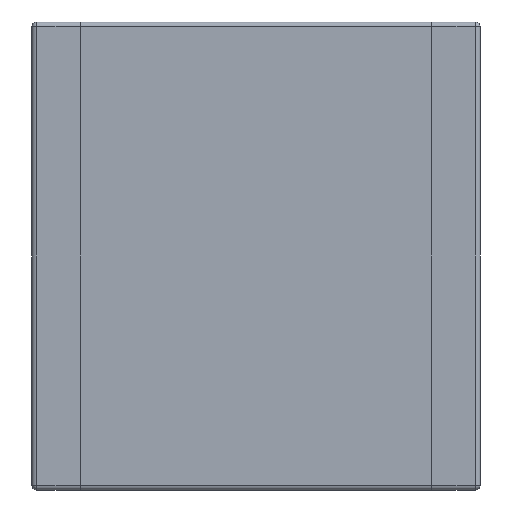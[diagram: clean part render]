
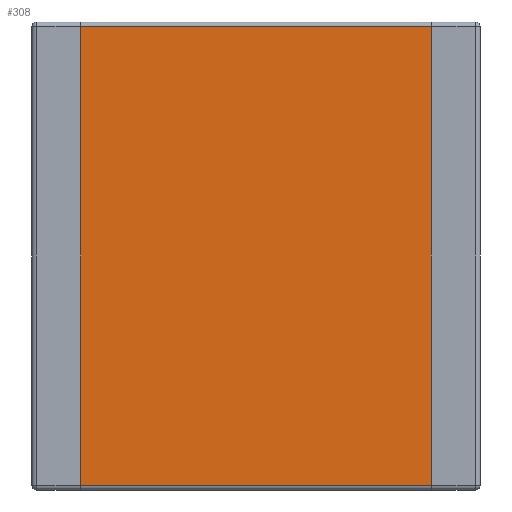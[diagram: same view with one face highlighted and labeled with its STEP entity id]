
A CAD part, front view. The second image highlights one B-rep face of the part: STEP entity #308.
In plain terms, the highlighted planar face has unit normal (0, -1, 0).
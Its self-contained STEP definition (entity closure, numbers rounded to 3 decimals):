
#130 = VERTEX_POINT ( 'NONE', #853 ) ;
#147 = VERTEX_POINT ( 'NONE', #905 ) ;
#163 = EDGE_CURVE ( 'NONE', #241, #130, #924, .T. ) ;
#175 = EDGE_CURVE ( 'NONE', #147, #176, #1003, .T. ) ;
#176 = VERTEX_POINT ( 'NONE', #999 ) ;
#241 = VERTEX_POINT ( 'NONE', #1184 ) ;
#287 = ORIENTED_EDGE ( 'NONE', *, *, #175, .F. ) ;
#288 = ORIENTED_EDGE ( 'NONE', *, *, #289, .T. ) ;
#289 = EDGE_CURVE ( 'NONE', #147, #130, #1363, .T. ) ;
#290 = ORIENTED_EDGE ( 'NONE', *, *, #163, .F. ) ;
#291 = ORIENTED_EDGE ( 'NONE', *, *, #292, .T. ) ;
#292 = EDGE_CURVE ( 'NONE', #241, #176, #1358, .T. ) ;
#308 = ADVANCED_FACE ( 'NONE', ( #1409 ), #1454, .T. ) ;
#309 = EDGE_LOOP ( 'NONE', ( #287, #288, #290, #291 ) ) ;
#853 = CARTESIAN_POINT ( 'NONE',  ( 1.8, 0., -2.35 ) ) ;
#905 = CARTESIAN_POINT ( 'NONE',  ( -1.8, 0., -2.35 ) ) ;
#921 = DIRECTION ( 'NONE',  ( 0., 0., -1. ) ) ;
#922 = VECTOR ( 'NONE', #921, 1000. ) ;
#923 = CARTESIAN_POINT ( 'NONE',  ( 1.8, 0., -2.4 ) ) ;
#924 = LINE ( 'NONE', #923, #922 ) ;
#999 = CARTESIAN_POINT ( 'NONE',  ( -1.8, 0., 2.35 ) ) ;
#1000 = DIRECTION ( 'NONE',  ( 0., 0., 1. ) ) ;
#1001 = VECTOR ( 'NONE', #1000, 1000. ) ;
#1002 = CARTESIAN_POINT ( 'NONE',  ( -1.8, 0., -2.4 ) ) ;
#1003 = LINE ( 'NONE', #1002, #1001 ) ;
#1184 = CARTESIAN_POINT ( 'NONE',  ( 1.8, 0., 2.35 ) ) ;
#1355 = DIRECTION ( 'NONE',  ( -1., 0., 0. ) ) ;
#1356 = VECTOR ( 'NONE', #1355, 1000. ) ;
#1357 = CARTESIAN_POINT ( 'NONE',  ( -2.3, 0., 2.35 ) ) ;
#1358 = LINE ( 'NONE', #1357, #1356 ) ;
#1360 = DIRECTION ( 'NONE',  ( 1., 0., 0. ) ) ;
#1361 = VECTOR ( 'NONE', #1360, 1000. ) ;
#1362 = CARTESIAN_POINT ( 'NONE',  ( 2.3, 0., -2.35 ) ) ;
#1363 = LINE ( 'NONE', #1362, #1361 ) ;
#1409 = FACE_OUTER_BOUND ( 'NONE', #309, .T. ) ;
#1450 = DIRECTION ( 'NONE',  ( 0., 0., -1. ) ) ;
#1451 = DIRECTION ( 'NONE',  ( 0., -1., 0. ) ) ;
#1452 = CARTESIAN_POINT ( 'NONE',  ( 2.3, 0., -2.4 ) ) ;
#1453 = AXIS2_PLACEMENT_3D ( 'NONE', #1452, #1451, #1450 ) ;
#1454 = PLANE ( 'NONE',  #1453 ) ;
